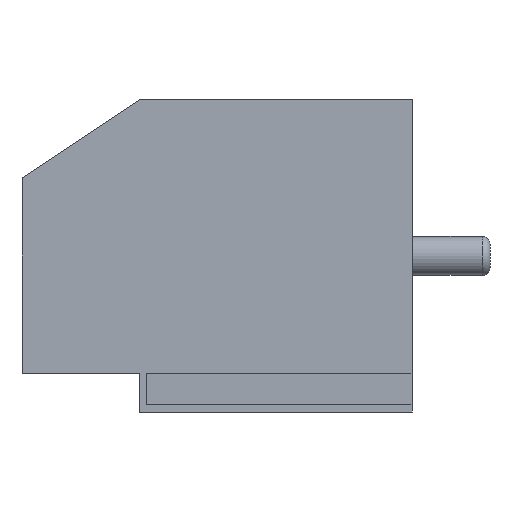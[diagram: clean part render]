
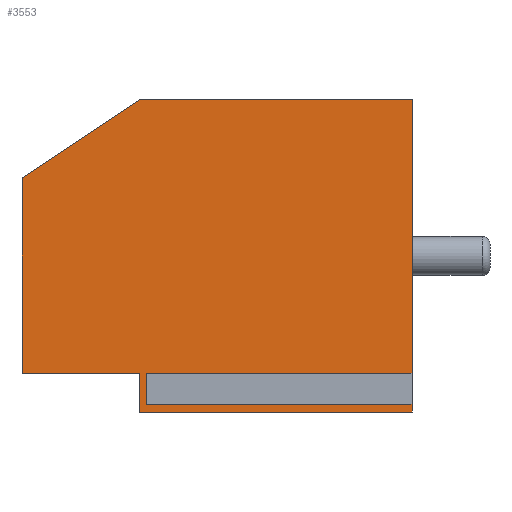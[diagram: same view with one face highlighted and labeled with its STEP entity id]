
A CAD part, left-side view. The second image highlights one B-rep face of the part: STEP entity #3553.
In plain terms, the highlighted planar face has unit normal (-1, 0, 0).
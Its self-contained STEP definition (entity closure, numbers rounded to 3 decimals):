
#131=PLANE('',#3808);
#284=FACE_OUTER_BOUND('',#497,.T.);
#497=EDGE_LOOP('',(#2746,#2747,#2748,#2749,#2750,#2751,#2752,#2753,#2754,
#2755,#2756));
#663=LINE('',#5156,#1052);
#707=LINE('',#5254,#1096);
#711=LINE('',#5262,#1100);
#785=LINE('',#5428,#1174);
#791=LINE('',#5439,#1180);
#792=LINE('',#5441,#1181);
#793=LINE('',#5444,#1182);
#796=LINE('',#5450,#1185);
#799=LINE('',#5456,#1188);
#802=LINE('',#5462,#1191);
#805=LINE('',#5467,#1194);
#1052=VECTOR('',#4100,10.);
#1096=VECTOR('',#4160,10.);
#1100=VECTOR('',#4164,10.);
#1174=VECTOR('',#4340,10.);
#1180=VECTOR('',#4350,10.);
#1181=VECTOR('',#4353,10.);
#1182=VECTOR('',#4356,10.);
#1185=VECTOR('',#4361,10.);
#1188=VECTOR('',#4366,10.);
#1191=VECTOR('',#4371,10.);
#1194=VECTOR('',#4376,10.);
#1558=VERTEX_POINT('',#5153);
#1559=VERTEX_POINT('',#5155);
#1605=VERTEX_POINT('',#5253);
#1608=VERTEX_POINT('',#5259);
#1609=VERTEX_POINT('',#5261);
#1650=VERTEX_POINT('',#5427);
#1653=VERTEX_POINT('',#5437);
#1654=VERTEX_POINT('',#5443);
#1656=VERTEX_POINT('',#5449);
#1658=VERTEX_POINT('',#5455);
#1660=VERTEX_POINT('',#5461);
#1905=EDGE_CURVE('',#1559,#1558,#663,.T.);
#1956=EDGE_CURVE('',#1559,#1605,#707,.T.);
#1960=EDGE_CURVE('',#1608,#1609,#711,.T.);
#2041=EDGE_CURVE('',#1650,#1605,#785,.T.);
#2047=EDGE_CURVE('',#1608,#1653,#791,.T.);
#2048=EDGE_CURVE('',#1653,#1650,#792,.T.);
#2049=EDGE_CURVE('',#1558,#1654,#793,.T.);
#2052=EDGE_CURVE('',#1656,#1654,#796,.T.);
#2055=EDGE_CURVE('',#1658,#1656,#799,.T.);
#2058=EDGE_CURVE('',#1660,#1658,#802,.T.);
#2061=EDGE_CURVE('',#1609,#1660,#805,.T.);
#2746=ORIENTED_EDGE('',*,*,#2041,.T.);
#2747=ORIENTED_EDGE('',*,*,#1956,.F.);
#2748=ORIENTED_EDGE('',*,*,#1905,.T.);
#2749=ORIENTED_EDGE('',*,*,#2049,.T.);
#2750=ORIENTED_EDGE('',*,*,#2052,.F.);
#2751=ORIENTED_EDGE('',*,*,#2055,.F.);
#2752=ORIENTED_EDGE('',*,*,#2058,.F.);
#2753=ORIENTED_EDGE('',*,*,#2061,.F.);
#2754=ORIENTED_EDGE('',*,*,#1960,.F.);
#2755=ORIENTED_EDGE('',*,*,#2047,.T.);
#2756=ORIENTED_EDGE('',*,*,#2048,.T.);
#3553=ADVANCED_FACE('',(#284),#131,.F.);
#3808=AXIS2_PLACEMENT_3D('',#5470,#4380,#4381);
#4100=DIRECTION('',(0.,1.,0.));
#4160=DIRECTION('',(0.,0.,-1.));
#4164=DIRECTION('',(0.,0.,-1.));
#4340=DIRECTION('',(0.,-1.,0.));
#4350=DIRECTION('',(0.,1.,0.));
#4353=DIRECTION('',(0.,0.,1.));
#4356=DIRECTION('',(0.,0.832,-0.555));
#4361=DIRECTION('',(0.,0.,1.));
#4366=DIRECTION('',(0.,1.,0.));
#4371=DIRECTION('',(0.,0.,1.));
#4376=DIRECTION('',(0.,1.,0.));
#4380=DIRECTION('center_axis',(1.,0.,0.));
#4381=DIRECTION('ref_axis',(0.,0.,-1.));
#5153=CARTESIAN_POINT('',(-10.,7.,4.));
#5155=CARTESIAN_POINT('',(-10.,0.,4.));
#5156=CARTESIAN_POINT('',(-10.,0.,4.));
#5253=CARTESIAN_POINT('',(-10.,0.,-3.15));
#5254=CARTESIAN_POINT('',(-10.,0.,0.));
#5259=CARTESIAN_POINT('',(-10.,0.,-3.65));
#5261=CARTESIAN_POINT('',(-10.,0.,-4.));
#5262=CARTESIAN_POINT('',(-10.,0.,0.));
#5427=CARTESIAN_POINT('',(-10.,6.8,-3.15));
#5428=CARTESIAN_POINT('',(-10.,2.5,-3.15));
#5437=CARTESIAN_POINT('',(-10.,6.8,-3.65));
#5439=CARTESIAN_POINT('',(-10.,2.5,-3.65));
#5441=CARTESIAN_POINT('',(-10.,6.8,-1.7));
#5443=CARTESIAN_POINT('',(-10.,10.,2.));
#5444=CARTESIAN_POINT('',(-10.,7.,4.));
#5449=CARTESIAN_POINT('',(-10.,10.,-3.));
#5450=CARTESIAN_POINT('',(-10.,10.,-3.));
#5455=CARTESIAN_POINT('',(-10.,7.,-3.));
#5456=CARTESIAN_POINT('',(-10.,7.,-3.));
#5461=CARTESIAN_POINT('',(-10.,7.,-4.));
#5462=CARTESIAN_POINT('',(-10.,7.,-4.));
#5467=CARTESIAN_POINT('',(-10.,0.,-4.));
#5470=CARTESIAN_POINT('Origin',(-10.,5.,0.));
